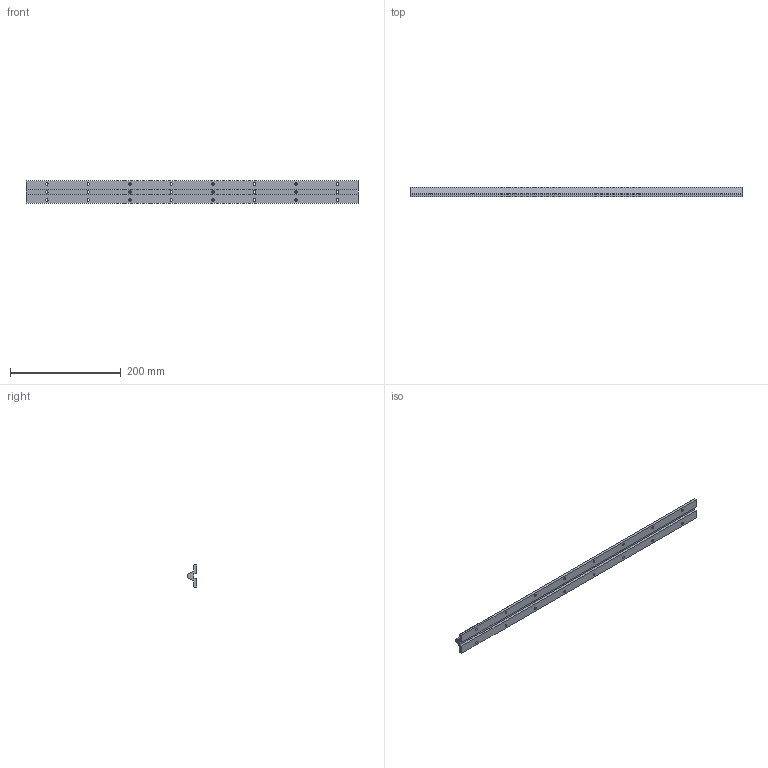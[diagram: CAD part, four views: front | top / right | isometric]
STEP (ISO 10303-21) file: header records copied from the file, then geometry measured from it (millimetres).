
FILE_DESCRIPTION( ( 'STEP AP214' ), '1' );
FILE_NAME( 'WUM-12_Bohrteilung_75_2_14a.stp', ' ', ( ' ' ), ( ' ' ), 'PSStep 15.0.47', 'PARTsolutions', ' ' );
FILE_SCHEMA( ( 'AUTOMOTIVE_DESIGN { 1 0 10303 214 1 1 1 1 }' ) );
Length unit declared in the file: millimetre
Products named in the file (1): HI_WUM-12 Bohrteilung 75
Bounding box: 599.5 x 16.75 x 40 mm (x, y, z)
Volume: 171023.1 mm3; surface area: 70968.1 mm2
Topology: 1 solids, 1 shells, 43 faces, 147 edges, 98 vertices
Faces by surface type: cylinder 28, plane 15
Full cylindrical faces by diameter (mm): 4.5 x24
Entity records: 1889 total; most frequent: DIRECTION 267, CARTESIAN_POINT 249, ORIENTED_EDGE 230, EDGE_CURVE 115, AXIS2_PLACEMENT_3D 108, EDGE_LOOP 107, VERTEX_POINT 90, FACE_OUTER_BOUND 67
